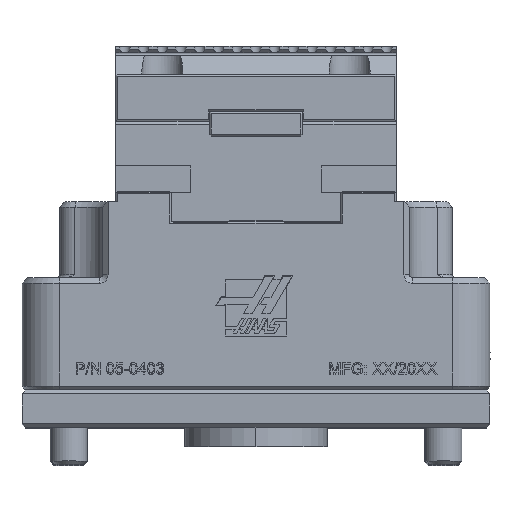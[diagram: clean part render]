
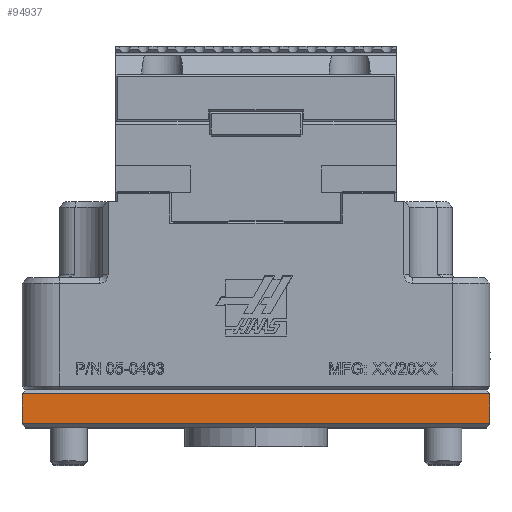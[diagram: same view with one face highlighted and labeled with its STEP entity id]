
A CAD part, top view. The second image highlights one B-rep face of the part: STEP entity #94937.
In plain terms, the highlighted planar face has unit normal (0, 0, 1).
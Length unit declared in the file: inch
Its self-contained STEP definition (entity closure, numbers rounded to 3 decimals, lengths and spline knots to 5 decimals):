
#1959 = LINE ( 'NONE', #145778, #59928 ) ;
#7174 = CARTESIAN_POINT ( 'NONE',  ( 2.46063, 0.74803, 2.46063 ) ) ;
#10354 = DIRECTION ( 'NONE',  ( 0., 0., 1. ) ) ;
#11211 = PLANE ( 'NONE',  #37707 ) ;
#16684 = ORIENTED_EDGE ( 'NONE', *, *, #22861, .T. ) ;
#21813 = VERTEX_POINT ( 'NONE', #7174 ) ;
#22861 = EDGE_CURVE ( 'NONE', #133425, #25336, #113315, .T. ) ;
#25336 = VERTEX_POINT ( 'NONE', #89821 ) ;
#29563 = VERTEX_POINT ( 'NONE', #126213 ) ;
#37707 = AXIS2_PLACEMENT_3D ( 'NONE', #63737, #10354, #156652 ) ;
#41402 = VECTOR ( 'NONE', #54722, 39.37008 ) ;
#52647 = VECTOR ( 'NONE', #71167, 39.37008 ) ;
#54722 = DIRECTION ( 'NONE',  ( 1., 0., 0. ) ) ;
#55315 = EDGE_CURVE ( 'NONE', #133425, #29563, #148521, .T. ) ;
#59928 = VECTOR ( 'NONE', #69118, 39.37008 ) ;
#63737 = CARTESIAN_POINT ( 'NONE',  ( 2.46063, 0.7874, 2.46063 ) ) ;
#69118 = DIRECTION ( 'NONE',  ( 0., 1., 0. ) ) ;
#71167 = DIRECTION ( 'NONE',  ( 1., 0., 0. ) ) ;
#76636 = FACE_OUTER_BOUND ( 'NONE', #88457, .T. ) ;
#81500 = EDGE_CURVE ( 'NONE', #29563, #21813, #83957, .T. ) ;
#83957 = LINE ( 'NONE', #95137, #41402 ) ;
#88457 = EDGE_LOOP ( 'NONE', ( #146125, #16684, #168956, #157001 ) ) ;
#89821 = CARTESIAN_POINT ( 'NONE',  ( 2.46063, 0.43307, 2.46063 ) ) ;
#94937 = ADVANCED_FACE ( 'NONE', ( #76636 ), #11211, .T. ) ;
#95137 = CARTESIAN_POINT ( 'NONE',  ( 2.46063, 0.74803, 2.46063 ) ) ;
#96845 = CARTESIAN_POINT ( 'NONE',  ( -2.46063, 0.7874, 2.46063 ) ) ;
#97777 = EDGE_CURVE ( 'NONE', #25336, #21813, #1959, .T. ) ;
#113315 = LINE ( 'NONE', #165809, #52647 ) ;
#120606 = CARTESIAN_POINT ( 'NONE',  ( -2.46063, 0.43307, 2.46063 ) ) ;
#126213 = CARTESIAN_POINT ( 'NONE',  ( -2.46063, 0.74803, 2.46063 ) ) ;
#133065 = DIRECTION ( 'NONE',  ( 0., 1., 0. ) ) ;
#133425 = VERTEX_POINT ( 'NONE', #120606 ) ;
#145778 = CARTESIAN_POINT ( 'NONE',  ( 2.46063, 0.7874, 2.46063 ) ) ;
#146125 = ORIENTED_EDGE ( 'NONE', *, *, #55315, .F. ) ;
#148521 = LINE ( 'NONE', #96845, #169330 ) ;
#156652 = DIRECTION ( 'NONE',  ( 1., 0., 0. ) ) ;
#157001 = ORIENTED_EDGE ( 'NONE', *, *, #81500, .F. ) ;
#165809 = CARTESIAN_POINT ( 'NONE',  ( 2.46063, 0.43307, 2.46063 ) ) ;
#168956 = ORIENTED_EDGE ( 'NONE', *, *, #97777, .T. ) ;
#169330 = VECTOR ( 'NONE', #133065, 39.37008 ) ;
